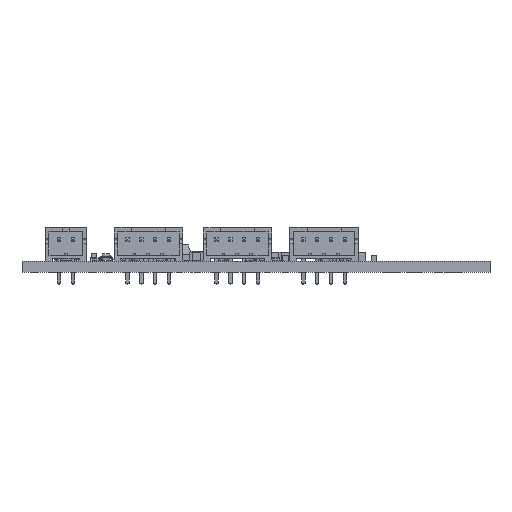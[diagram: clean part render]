
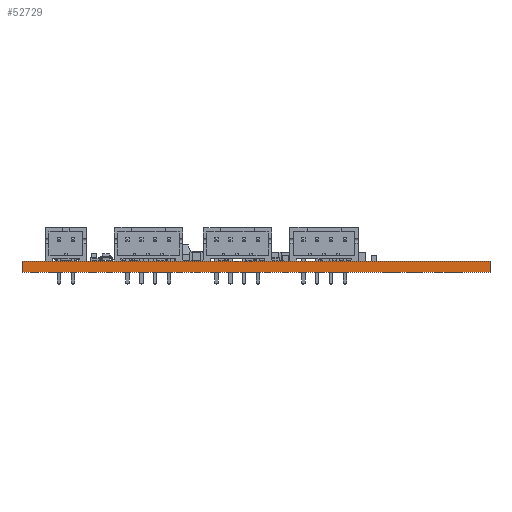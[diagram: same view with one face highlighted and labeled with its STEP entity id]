
A CAD part, front view. The second image highlights one B-rep face of the part: STEP entity #52729.
In plain terms, the highlighted planar face has unit normal (0, -1, 0).
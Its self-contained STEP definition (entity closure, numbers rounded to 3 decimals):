
#52729 = ADVANCED_FACE('',(#52730),#52744,.T.);
#52730 = FACE_BOUND('',#52731,.T.);
#52731 = EDGE_LOOP('',(#52732,#52767,#52795,#52823));
#52732 = ORIENTED_EDGE('',*,*,#52733,.T.);
#52733 = EDGE_CURVE('',#52734,#52736,#52738,.T.);
#52734 = VERTEX_POINT('',#52735);
#52735 = CARTESIAN_POINT('',(187.17,-112.57,0.));
#52736 = VERTEX_POINT('',#52737);
#52737 = CARTESIAN_POINT('',(187.17,-112.57,1.6));
#52738 = SURFACE_CURVE('',#52739,(#52743,#52755),.PCURVE_S1.);
#52739 = LINE('',#52740,#52741);
#52740 = CARTESIAN_POINT('',(187.17,-112.57,0.));
#52741 = VECTOR('',#52742,1.);
#52742 = DIRECTION('',(0.,0.,1.));
#52743 = PCURVE('',#52744,#52749);
#52744 = PLANE('',#52745);
#52745 = AXIS2_PLACEMENT_3D('',#52746,#52747,#52748);
#52746 = CARTESIAN_POINT('',(187.17,-112.57,0.));
#52747 = DIRECTION('',(0.,-1.,0.));
#52748 = DIRECTION('',(-1.,0.,0.));
#52749 = DEFINITIONAL_REPRESENTATION('',(#52750),#52754);
#52750 = LINE('',#52751,#52752);
#52751 = CARTESIAN_POINT('',(0.,-0.));
#52752 = VECTOR('',#52753,1.);
#52753 = DIRECTION('',(0.,-1.));
#52754 = ( GEOMETRIC_REPRESENTATION_CONTEXT(2) 
PARAMETRIC_REPRESENTATION_CONTEXT() REPRESENTATION_CONTEXT('2D SPACE',''
  ) );
#52755 = PCURVE('',#52756,#52761);
#52756 = PLANE('',#52757);
#52757 = AXIS2_PLACEMENT_3D('',#52758,#52759,#52760);
#52758 = CARTESIAN_POINT('',(187.17,-52.37,0.));
#52759 = DIRECTION('',(1.,0.,-0.));
#52760 = DIRECTION('',(0.,-1.,0.));
#52761 = DEFINITIONAL_REPRESENTATION('',(#52762),#52766);
#52762 = LINE('',#52763,#52764);
#52763 = CARTESIAN_POINT('',(60.2,0.));
#52764 = VECTOR('',#52765,1.);
#52765 = DIRECTION('',(0.,-1.));
#52766 = ( GEOMETRIC_REPRESENTATION_CONTEXT(2) 
PARAMETRIC_REPRESENTATION_CONTEXT() REPRESENTATION_CONTEXT('2D SPACE',''
  ) );
#52767 = ORIENTED_EDGE('',*,*,#52768,.T.);
#52768 = EDGE_CURVE('',#52736,#52769,#52771,.T.);
#52769 = VERTEX_POINT('',#52770);
#52770 = CARTESIAN_POINT('',(119.51,-112.57,1.6));
#52771 = SURFACE_CURVE('',#52772,(#52776,#52783),.PCURVE_S1.);
#52772 = LINE('',#52773,#52774);
#52773 = CARTESIAN_POINT('',(187.17,-112.57,1.6));
#52774 = VECTOR('',#52775,1.);
#52775 = DIRECTION('',(-1.,0.,0.));
#52776 = PCURVE('',#52744,#52777);
#52777 = DEFINITIONAL_REPRESENTATION('',(#52778),#52782);
#52778 = LINE('',#52779,#52780);
#52779 = CARTESIAN_POINT('',(0.,-1.6));
#52780 = VECTOR('',#52781,1.);
#52781 = DIRECTION('',(1.,0.));
#52782 = ( GEOMETRIC_REPRESENTATION_CONTEXT(2) 
PARAMETRIC_REPRESENTATION_CONTEXT() REPRESENTATION_CONTEXT('2D SPACE',''
  ) );
#52783 = PCURVE('',#52784,#52789);
#52784 = PLANE('',#52785);
#52785 = AXIS2_PLACEMENT_3D('',#52786,#52787,#52788);
#52786 = CARTESIAN_POINT('',(153.34,-82.47,1.6));
#52787 = DIRECTION('',(-0.,-0.,-1.));
#52788 = DIRECTION('',(-1.,0.,0.));
#52789 = DEFINITIONAL_REPRESENTATION('',(#52790),#52794);
#52790 = LINE('',#52791,#52792);
#52791 = CARTESIAN_POINT('',(-33.83,-30.1));
#52792 = VECTOR('',#52793,1.);
#52793 = DIRECTION('',(1.,0.));
#52794 = ( GEOMETRIC_REPRESENTATION_CONTEXT(2) 
PARAMETRIC_REPRESENTATION_CONTEXT() REPRESENTATION_CONTEXT('2D SPACE',''
  ) );
#52795 = ORIENTED_EDGE('',*,*,#52796,.F.);
#52796 = EDGE_CURVE('',#52797,#52769,#52799,.T.);
#52797 = VERTEX_POINT('',#52798);
#52798 = CARTESIAN_POINT('',(119.51,-112.57,0.));
#52799 = SURFACE_CURVE('',#52800,(#52804,#52811),.PCURVE_S1.);
#52800 = LINE('',#52801,#52802);
#52801 = CARTESIAN_POINT('',(119.51,-112.57,0.));
#52802 = VECTOR('',#52803,1.);
#52803 = DIRECTION('',(0.,0.,1.));
#52804 = PCURVE('',#52744,#52805);
#52805 = DEFINITIONAL_REPRESENTATION('',(#52806),#52810);
#52806 = LINE('',#52807,#52808);
#52807 = CARTESIAN_POINT('',(67.66,0.));
#52808 = VECTOR('',#52809,1.);
#52809 = DIRECTION('',(0.,-1.));
#52810 = ( GEOMETRIC_REPRESENTATION_CONTEXT(2) 
PARAMETRIC_REPRESENTATION_CONTEXT() REPRESENTATION_CONTEXT('2D SPACE',''
  ) );
#52811 = PCURVE('',#52812,#52817);
#52812 = PLANE('',#52813);
#52813 = AXIS2_PLACEMENT_3D('',#52814,#52815,#52816);
#52814 = CARTESIAN_POINT('',(119.51,-112.57,0.));
#52815 = DIRECTION('',(-1.,0.,0.));
#52816 = DIRECTION('',(0.,1.,0.));
#52817 = DEFINITIONAL_REPRESENTATION('',(#52818),#52822);
#52818 = LINE('',#52819,#52820);
#52819 = CARTESIAN_POINT('',(0.,0.));
#52820 = VECTOR('',#52821,1.);
#52821 = DIRECTION('',(0.,-1.));
#52822 = ( GEOMETRIC_REPRESENTATION_CONTEXT(2) 
PARAMETRIC_REPRESENTATION_CONTEXT() REPRESENTATION_CONTEXT('2D SPACE',''
  ) );
#52823 = ORIENTED_EDGE('',*,*,#52824,.F.);
#52824 = EDGE_CURVE('',#52734,#52797,#52825,.T.);
#52825 = SURFACE_CURVE('',#52826,(#52830,#52837),.PCURVE_S1.);
#52826 = LINE('',#52827,#52828);
#52827 = CARTESIAN_POINT('',(187.17,-112.57,0.));
#52828 = VECTOR('',#52829,1.);
#52829 = DIRECTION('',(-1.,0.,0.));
#52830 = PCURVE('',#52744,#52831);
#52831 = DEFINITIONAL_REPRESENTATION('',(#52832),#52836);
#52832 = LINE('',#52833,#52834);
#52833 = CARTESIAN_POINT('',(0.,-0.));
#52834 = VECTOR('',#52835,1.);
#52835 = DIRECTION('',(1.,0.));
#52836 = ( GEOMETRIC_REPRESENTATION_CONTEXT(2) 
PARAMETRIC_REPRESENTATION_CONTEXT() REPRESENTATION_CONTEXT('2D SPACE',''
  ) );
#52837 = PCURVE('',#52838,#52843);
#52838 = PLANE('',#52839);
#52839 = AXIS2_PLACEMENT_3D('',#52840,#52841,#52842);
#52840 = CARTESIAN_POINT('',(153.34,-82.47,0.));
#52841 = DIRECTION('',(-0.,-0.,-1.));
#52842 = DIRECTION('',(-1.,0.,0.));
#52843 = DEFINITIONAL_REPRESENTATION('',(#52844),#52848);
#52844 = LINE('',#52845,#52846);
#52845 = CARTESIAN_POINT('',(-33.83,-30.1));
#52846 = VECTOR('',#52847,1.);
#52847 = DIRECTION('',(1.,0.));
#52848 = ( GEOMETRIC_REPRESENTATION_CONTEXT(2) 
PARAMETRIC_REPRESENTATION_CONTEXT() REPRESENTATION_CONTEXT('2D SPACE',''
  ) );
